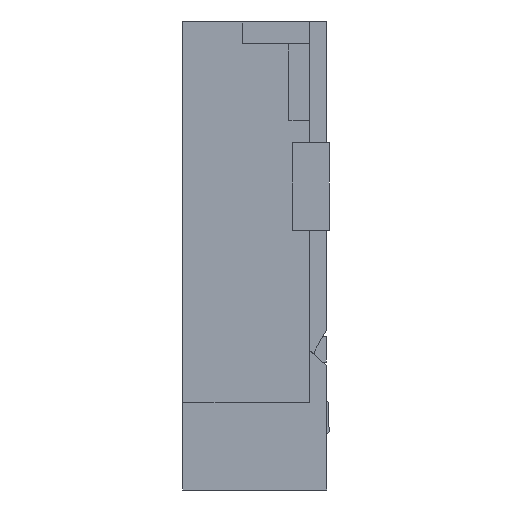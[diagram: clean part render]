
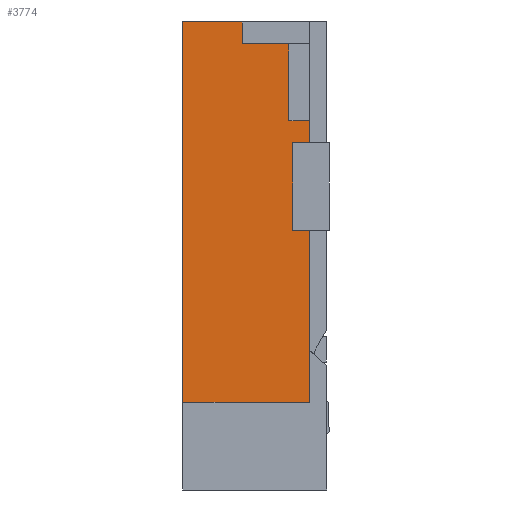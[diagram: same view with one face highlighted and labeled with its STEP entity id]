
A CAD part, left-side view. The second image highlights one B-rep face of the part: STEP entity #3774.
In plain terms, the highlighted planar face has unit normal (-1, 0, 0).
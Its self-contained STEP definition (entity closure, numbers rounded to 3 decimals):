
#3774 = ADVANCED_FACE ( 'NONE', ( #18286 ), #29310, .T. ) ;
#10162 = VECTOR ( 'NONE', #30754, 1000. ) ;
#10181 = VECTOR ( 'NONE', #30751, 1000. ) ;
#10205 = VECTOR ( 'NONE', #30748, 1000. ) ;
#10209 = VECTOR ( 'NONE', #30745, 1000. ) ;
#10240 = VECTOR ( 'NONE', #30796, 1000. ) ;
#10260 = VECTOR ( 'NONE', #30757, 1000. ) ;
#10263 = VECTOR ( 'NONE', #30742, 1000. ) ;
#11220 = CARTESIAN_POINT ( 'NONE',  ( -6.8, 0.27, -1.35 ) ) ;
#11222 = CARTESIAN_POINT ( 'NONE',  ( -6.8, 0.27, -5.2 ) ) ;
#11227 = EDGE_CURVE ( 'NONE', #21121, #21109, #30740, .T. ) ;
#11230 = EDGE_CURVE ( 'NONE', #21121, #22794, #30743, .T. ) ;
#11232 = EDGE_CURVE ( 'NONE', #21120, #22795, #30746, .T. ) ;
#11234 = EDGE_CURVE ( 'NONE', #21119, #21120, #30749, .T. ) ;
#11236 = EDGE_CURVE ( 'NONE', #21118, #21119, #30752, .T. ) ;
#11238 = CARTESIAN_POINT ( 'NONE',  ( -6.8, 0.55, -1.35 ) ) ;
#11239 = EDGE_CURVE ( 'NONE', #21108, #21118, #30755, .T. ) ;
#11240 = CARTESIAN_POINT ( 'NONE',  ( -6.8, 0.55, -0.3 ) ) ;
#11242 = CARTESIAN_POINT ( 'NONE',  ( -6.8, 1.19, -0.3 ) ) ;
#11244 = CARTESIAN_POINT ( 'NONE',  ( -6.8, 2., -5.2 ) ) ;
#11268 = EDGE_CURVE ( 'NONE', #21109, #21108, #30794, .T. ) ;
#11908 = EDGE_CURVE ( 'NONE', #22794, #22795, #31683, .T. ) ;
#13192 = CARTESIAN_POINT ( 'NONE',  ( -6.8, 2., 0. ) ) ;
#13193 = CARTESIAN_POINT ( 'NONE',  ( -6.8, 1.19, 0. ) ) ;
#18286 = FACE_OUTER_BOUND ( 'NONE', #20689, .T. ) ;
#18310 = AXIS2_PLACEMENT_3D ( 'NONE', #29311, #29312, #29313 ) ;
#18492 = VECTOR ( 'NONE', #31685, 1000. ) ;
#20689 = EDGE_LOOP ( 'NONE', ( #23382, #23384, #23383, #23385, #23386, #23387, #23388, #23390 ) ) ;
#21108 = VERTEX_POINT ( 'NONE', #11220 ) ;
#21109 = VERTEX_POINT ( 'NONE', #11222 ) ;
#21118 = VERTEX_POINT ( 'NONE', #11238 ) ;
#21119 = VERTEX_POINT ( 'NONE', #11240 ) ;
#21120 = VERTEX_POINT ( 'NONE', #11242 ) ;
#21121 = VERTEX_POINT ( 'NONE', #11244 ) ;
#22794 = VERTEX_POINT ( 'NONE', #13192 ) ;
#22795 = VERTEX_POINT ( 'NONE', #13193 ) ;
#23382 = ORIENTED_EDGE ( 'NONE', *, *, #11268, .T. ) ;
#23383 = ORIENTED_EDGE ( 'NONE', *, *, #11236, .T. ) ;
#23384 = ORIENTED_EDGE ( 'NONE', *, *, #11239, .T. ) ;
#23385 = ORIENTED_EDGE ( 'NONE', *, *, #11234, .T. ) ;
#23386 = ORIENTED_EDGE ( 'NONE', *, *, #11232, .T. ) ;
#23387 = ORIENTED_EDGE ( 'NONE', *, *, #11908, .F. ) ;
#23388 = ORIENTED_EDGE ( 'NONE', *, *, #11230, .F. ) ;
#23390 = ORIENTED_EDGE ( 'NONE', *, *, #11227, .T. ) ;
#29310 = PLANE ( 'NONE',  #18310 ) ;
#29311 = CARTESIAN_POINT ( 'NONE',  ( -6.8, 0.27, -5.2 ) ) ;
#29312 = DIRECTION ( 'NONE',  ( -1., 0., 0. ) ) ;
#29313 = DIRECTION ( 'NONE',  ( 0., 0., 1. ) ) ;
#30740 = LINE ( 'NONE', #30741, #10263 ) ;
#30741 = CARTESIAN_POINT ( 'NONE',  ( -6.8, 0.27, -5.2 ) ) ;
#30742 = DIRECTION ( 'NONE',  ( 0., -1., 0. ) ) ;
#30743 = LINE ( 'NONE', #30744, #10209 ) ;
#30744 = CARTESIAN_POINT ( 'NONE',  ( -6.8, 2., -5.2 ) ) ;
#30745 = DIRECTION ( 'NONE',  ( 0., 0., 1. ) ) ;
#30746 = LINE ( 'NONE', #30747, #10205 ) ;
#30747 = CARTESIAN_POINT ( 'NONE',  ( -6.8, 1.19, -0.3 ) ) ;
#30748 = DIRECTION ( 'NONE',  ( 0., 0., 1. ) ) ;
#30749 = LINE ( 'NONE', #30750, #10181 ) ;
#30750 = CARTESIAN_POINT ( 'NONE',  ( -6.8, 0.27, -0.3 ) ) ;
#30751 = DIRECTION ( 'NONE',  ( 0., 1., 0. ) ) ;
#30752 = LINE ( 'NONE', #30753, #10162 ) ;
#30753 = CARTESIAN_POINT ( 'NONE',  ( -6.8, 0.55, -0.3 ) ) ;
#30754 = DIRECTION ( 'NONE',  ( 0., 0., 1. ) ) ;
#30755 = LINE ( 'NONE', #30756, #10260 ) ;
#30756 = CARTESIAN_POINT ( 'NONE',  ( -6.8, 0.27, -1.35 ) ) ;
#30757 = DIRECTION ( 'NONE',  ( 0., 1., 0. ) ) ;
#30794 = LINE ( 'NONE', #30795, #10240 ) ;
#30795 = CARTESIAN_POINT ( 'NONE',  ( -6.8, 0.27, -5.2 ) ) ;
#30796 = DIRECTION ( 'NONE',  ( 0., 0., 1. ) ) ;
#31683 = LINE ( 'NONE', #31684, #18492 ) ;
#31684 = CARTESIAN_POINT ( 'NONE',  ( -6.8, 0.27, 0. ) ) ;
#31685 = DIRECTION ( 'NONE',  ( 0., -1., 0. ) ) ;
